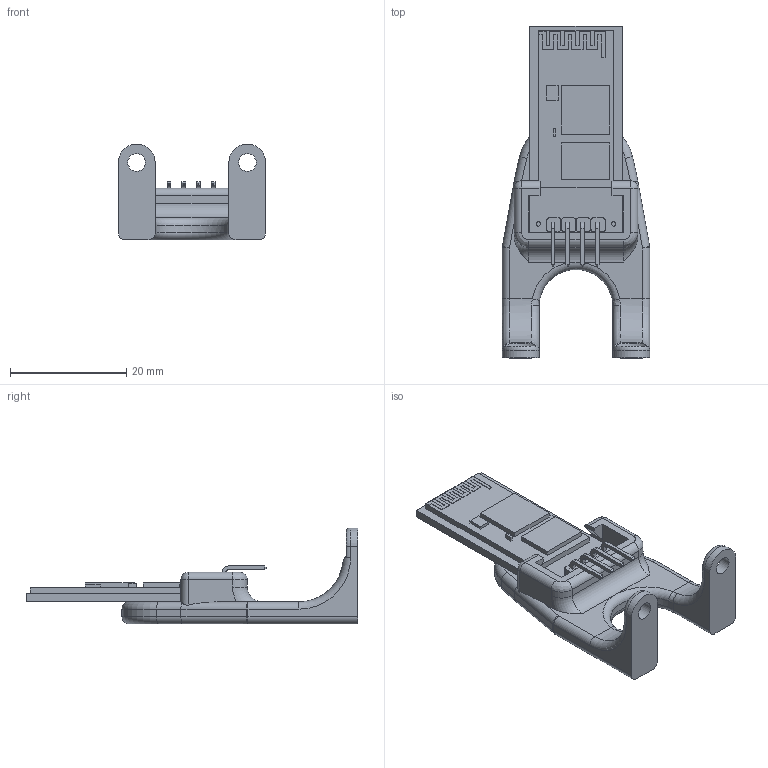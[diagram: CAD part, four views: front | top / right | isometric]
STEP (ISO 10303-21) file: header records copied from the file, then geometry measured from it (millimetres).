
FILE_DESCRIPTION(/* description */ (''),/* implementation_level */ '2;1');
FILE_NAME(/* name */ 'Bluetooth Mount and Board.iam.stp',/* time_stamp */ '2014-03-02T16:00:13-05:00',/* author */ ('Spooner'),/* organization */ (''),/* preprocessor_version */ 'ST-DEVELOPER v15.2',/* originating_system */ 'Autodesk Inventor 2014',/* authorisation */ '');
FILE_SCHEMA (('AUTOMOTIVE_DESIGN { 1 0 10303 214 3 1 1 }'));
Length unit declared in the file: inch
Products named in the file (3): Bluetooth Mount; JY-MCU Bluetooth Board; Bluetooth Mount and Board
Bounding box: 25.4 x 57.15 x 16.51 mm (x, y, z)
Volume: 5039.9 mm3; surface area: 4388.4 mm2
Topology: 2 solids, 2 shells, 283 faces, 709 edges, 447 vertices
Faces by surface type: plane 170, cylinder 71, torus 18, bspline 14, sphere 6, cone 4
Full cylindrical faces by diameter (mm): 0.737 x2, 3.048 x2
Entity records: 8968 total; most frequent: CARTESIAN_POINT 1990, ORIENTED_EDGE 1394, DIRECTION 1392, EDGE_CURVE 697, LINE 482, VECTOR 482, AXIS2_PLACEMENT_3D 455, VERTEX_POINT 447
